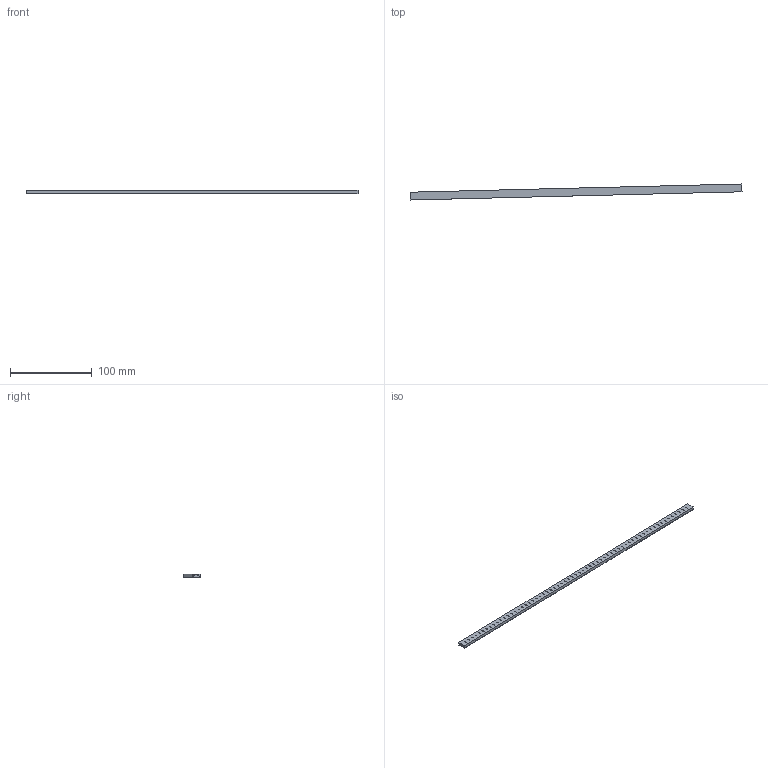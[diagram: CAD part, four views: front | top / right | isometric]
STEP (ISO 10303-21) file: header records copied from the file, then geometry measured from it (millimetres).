
FILE_DESCRIPTION(/* description */ ('Unknown'),/* implementation_level */ '2;1');
FILE_NAME(/* name */ '3851090_maxSized',/* time_stamp */ '2019-12-04T13:46:53+08:00',/* author */ ('Unknown'),/* organization */ ('Unknown'),/* preprocessor_version */ 'ST-DEVELOPER v16.7',/* originating_system */ 'DEX',/* authorisation */ $);
FILE_SCHEMA (('AUTOMOTIVE_DESIGN {1 0 10303 214 3 1 1}'));
Products named in the file (3): 3851090_maxSized; maxSized; 3851090_406,4mm
Assembly tree (2 placements, depth 2):
  3851090_maxSized
    maxSized
    3851090_406,4mm
Bounding box: 407.31 x 19.67 x 3.84 mm (x, y, z)
Volume: 15445.4 mm3; surface area: 26020.1 mm2
Topology: 2 solids, 2 shells, 1228 faces, 5080 edges, 3856 vertices
Faces by surface type: cylinder 641, plane 587
Full cylindrical faces by diameter (mm): 3.2 x64
Entity records: 59142 total; most frequent: CARTESIAN_POINT 20345, ORIENTED_EDGE 10032, DIRECTION 5560, EDGE_CURVE 5016, VERTEX_POINT 3856, LINE 2326, VECTOR 2326, B_SPLINE_CURVE_WITH_KNOTS 2304
